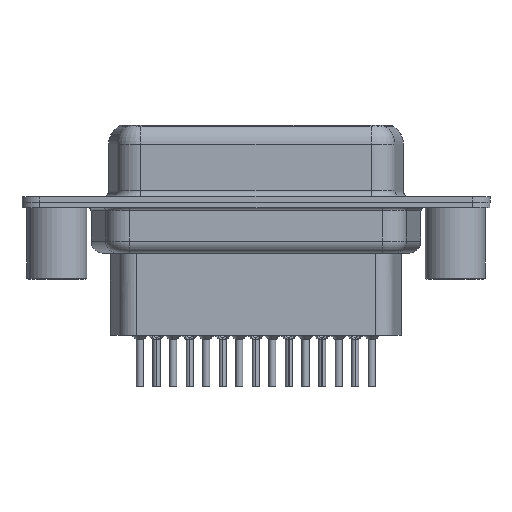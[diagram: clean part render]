
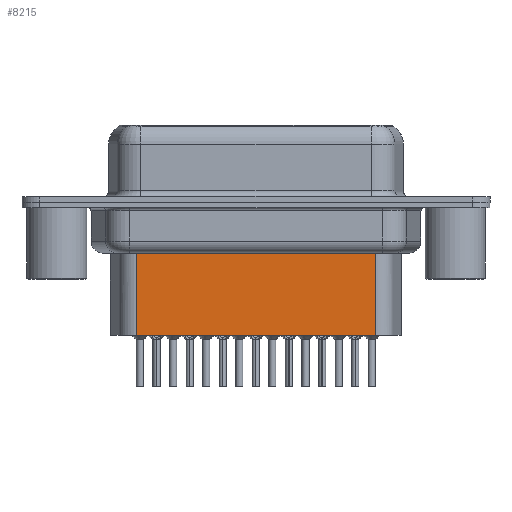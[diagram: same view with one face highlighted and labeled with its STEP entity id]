
A CAD part, front view. The second image highlights one B-rep face of the part: STEP entity #8215.
In plain terms, the highlighted planar face has unit normal (0, -1, 0).
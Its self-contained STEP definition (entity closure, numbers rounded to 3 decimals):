
#34 = CARTESIAN_POINT ( 'NONE',  ( 6.681, -3.5, -3.1 ) ) ;
#132 = VERTEX_POINT ( 'NONE', #14119 ) ;
#1223 = VERTEX_POINT ( 'NONE', #7665 ) ;
#1863 = LINE ( 'NONE', #9613, #2072 ) ;
#2072 = VECTOR ( 'NONE', #21015, 1000. ) ;
#4896 = DIRECTION ( 'NONE',  ( 0., 0., -1. ) ) ;
#6874 = ORIENTED_EDGE ( 'NONE', *, *, #24185, .F. ) ;
#7280 = ORIENTED_EDGE ( 'NONE', *, *, #15307, .T. ) ;
#7314 = VECTOR ( 'NONE', #13559, 1000. ) ;
#7665 = CARTESIAN_POINT ( 'NONE',  ( 26.619, -3.5, -4.097 ) ) ;
#8215 = ADVANCED_FACE ( 'NONE', ( #13262 ), #11769, .T. ) ;
#8976 = ORIENTED_EDGE ( 'NONE', *, *, #21844, .T. ) ;
#9224 = VECTOR ( 'NONE', #4896, 1000. ) ;
#9613 = CARTESIAN_POINT ( 'NONE',  ( 6.681, -3.5, -11.15 ) ) ;
#10555 = CARTESIAN_POINT ( 'NONE',  ( 26.619, -3.5, -11.15 ) ) ;
#10846 = CARTESIAN_POINT ( 'NONE',  ( 6.681, -3.5, -4.097 ) ) ;
#11769 = PLANE ( 'NONE',  #18240 ) ;
#12061 = VERTEX_POINT ( 'NONE', #10555 ) ;
#12565 = DIRECTION ( 'NONE',  ( 0., 0., -1. ) ) ;
#12627 = EDGE_CURVE ( 'NONE', #1223, #12061, #23906, .T. ) ;
#13262 = FACE_OUTER_BOUND ( 'NONE', #14603, .T. ) ;
#13519 = VERTEX_POINT ( 'NONE', #10846 ) ;
#13559 = DIRECTION ( 'NONE',  ( -1., 0., 0. ) ) ;
#14119 = CARTESIAN_POINT ( 'NONE',  ( 6.681, -3.5, -11.15 ) ) ;
#14603 = EDGE_LOOP ( 'NONE', ( #20236, #7280, #8976, #6874 ) ) ;
#14615 = CARTESIAN_POINT ( 'NONE',  ( 26.619, -3.5, -3.1 ) ) ;
#15307 = EDGE_CURVE ( 'NONE', #1223, #13519, #23087, .T. ) ;
#16684 = VECTOR ( 'NONE', #12565, 1000. ) ;
#17630 = CARTESIAN_POINT ( 'NONE',  ( 6.434, -3.5, -4.097 ) ) ;
#17882 = CARTESIAN_POINT ( 'NONE',  ( 6.681, -3.5, -3.1 ) ) ;
#18014 = LINE ( 'NONE', #17882, #16684 ) ;
#18240 = AXIS2_PLACEMENT_3D ( 'NONE', #34, #23030, #22658 ) ;
#20236 = ORIENTED_EDGE ( 'NONE', *, *, #12627, .F. ) ;
#21015 = DIRECTION ( 'NONE',  ( -1., 0., 0. ) ) ;
#21844 = EDGE_CURVE ( 'NONE', #13519, #132, #18014, .T. ) ;
#22658 = DIRECTION ( 'NONE',  ( 1., 0., 0. ) ) ;
#23030 = DIRECTION ( 'NONE',  ( 0., -1., 0. ) ) ;
#23087 = LINE ( 'NONE', #17630, #7314 ) ;
#23906 = LINE ( 'NONE', #14615, #9224 ) ;
#24185 = EDGE_CURVE ( 'NONE', #12061, #132, #1863, .T. ) ;
